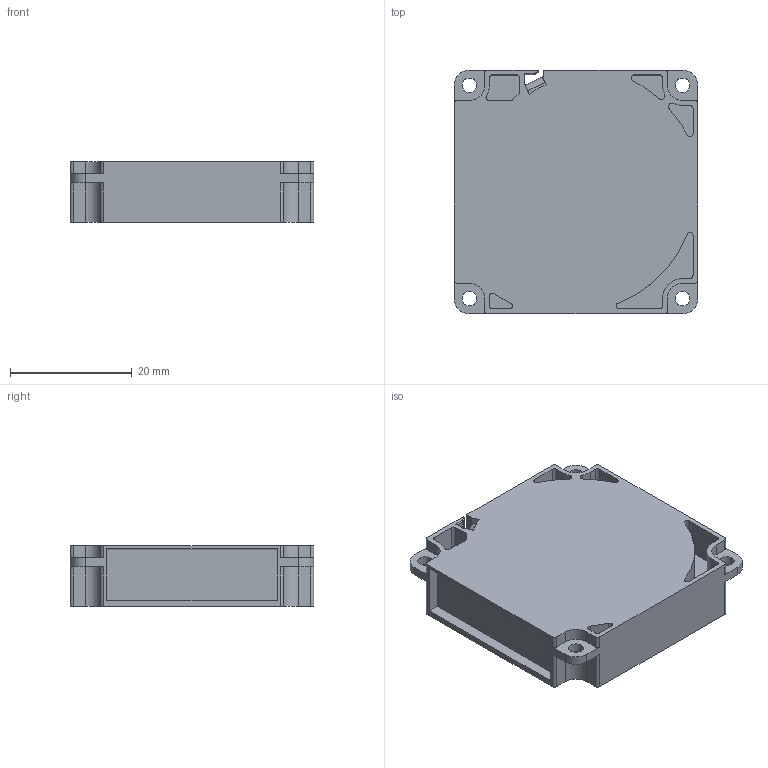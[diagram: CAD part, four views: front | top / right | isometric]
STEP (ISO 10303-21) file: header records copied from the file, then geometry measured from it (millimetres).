
FILE_DESCRIPTION((''),'2;1');
FILE_NAME('BFB0405HHA-A','2016-10-19T',('durant.qian'),(''),'PRO/ENGINEER BY PARAMETRIC TECHNOLOGY CORPORATION, 2012480','PRO/ENGINEER BY PARAMETRIC TECHNOLOGY CORPORATION, 2012480','');
FILE_SCHEMA(('CONFIG_CONTROL_DESIGN'));
Length unit declared in the file: millimetre
Products named in the file (1): BFB0405HHA-A
Bounding box: 40 x 40 x 10 mm (x, y, z)
Volume: 13534.9 mm3; surface area: 5885.2 mm2
Topology: 1 solids, 5 shells, 266 faces, 706 edges, 456 vertices
Faces by surface type: cylinder 131, plane 114, torus 12, bspline 8, sphere 1
Entity records: 8579 total; most frequent: CARTESIAN_POINT 1773, DIRECTION 1453, ORIENTED_EDGE 1410, EDGE_CURVE 705, AXIS2_PLACEMENT_3D 516, VERTEX_POINT 456, VECTOR 421, LINE 421
